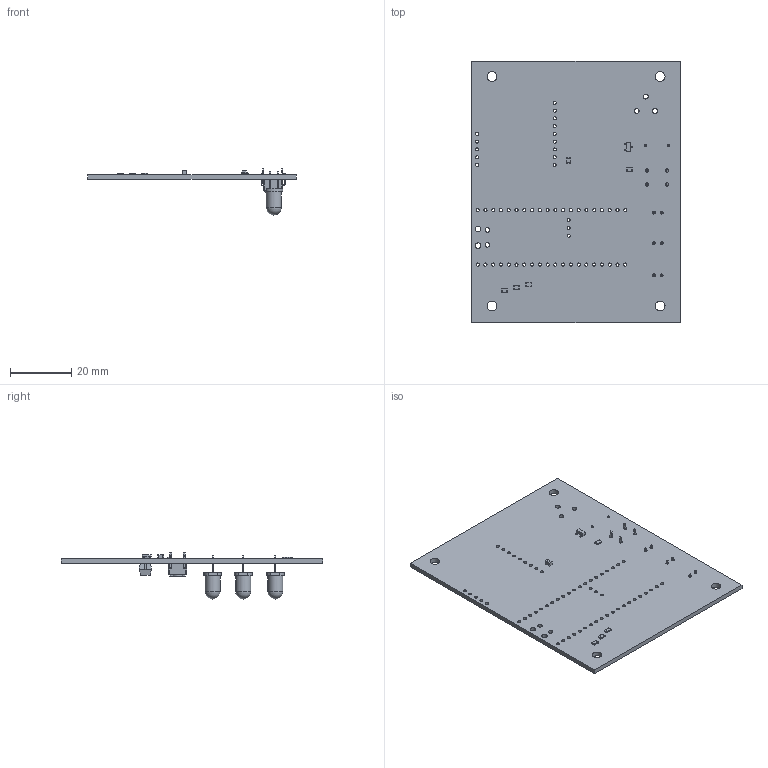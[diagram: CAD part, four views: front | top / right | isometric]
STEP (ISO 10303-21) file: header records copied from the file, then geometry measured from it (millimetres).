
FILE_DESCRIPTION(('KiCad electronic assembly'),'2;1');
FILE_NAME('blood_pressure.step','2025-04-17T15:21:41',('Pcbnew'),( 'Kicad'),'Open CASCADE STEP processor 7.8','KiCad to STEP converter' ,'Unknown');
FILE_SCHEMA(('AUTOMOTIVE_DESIGN { 1 0 10303 214 1 1 1 1 }'));
Length unit declared in the file: millimetre
Products named in the file (8): blood_pressure 1; R_0805_2012Metric; C_0805_2012Metric; SOT-23; LED_D5.0mm_Clear; SW_PUSH_6mm; SW_DIP_SPSTx01_Slide_6.7x4.1mm_W7.62mm_P2.54mm_LowProfile; blood_pressure_PCB
Assembly tree (12 placements, depth 2):
  blood_pressure 1
    R_0805_2012Metric  x4
    C_0805_2012Metric
    SOT-23
    LED_D5.0mm_Clear  x3
    SW_PUSH_6mm
    SW_DIP_SPSTx01_Slide_6.7x4.1mm_W7.62mm_P2.54mm_LowProfile
    blood_pressure_PCB
Bounding box: 68.04 x 85.5 x 15.1 mm (x, y, z)
Volume: 9337.2 mm3; surface area: 13293.3 mm2
Topology: 12 solids, 12 shells, 507 faces, 1305 edges, 837 vertices
Faces by surface type: plane 271, cylinder 189, bspline 43, sphere 3, torus 1
Full cylindrical faces by diameter (mm): 0.8 x2, 0.9 x6, 1 x18, 1.02 x43, 1.1 x4, 1.5 x2, 1.6 x3, 1.8 x2, 3.2 x4, 3.5 x1, 4.9 x3
Entity records: 14716 total; most frequent: CARTESIAN_POINT 2276, ORIENTED_EDGE 2060, DIRECTION 2037, EDGE_CURVE 1030, AXIS2_PLACEMENT_3D 688, LINE 661, VECTOR 661, VERTEX_POINT 659
